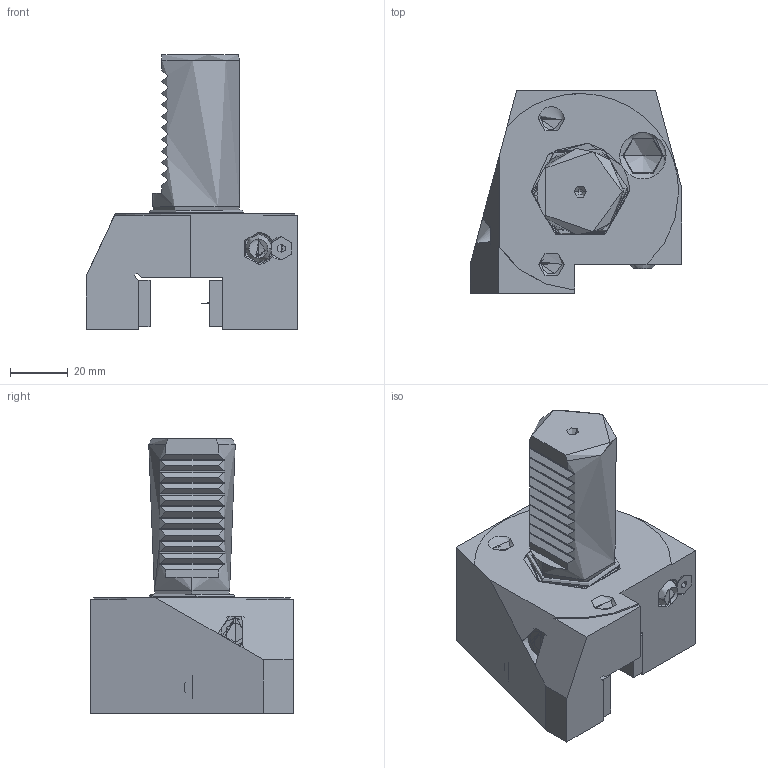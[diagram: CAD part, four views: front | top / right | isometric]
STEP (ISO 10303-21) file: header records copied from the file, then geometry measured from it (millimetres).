
FILE_DESCRIPTION (( 'STEP AP203' ), '1' );
FILE_NAME ('309.33.20.STEP', '2016-11-28T09:16:40', ( '' ), ( '' ), 'SwSTEP 2.0', 'SolidWorks 2012', '' );
FILE_SCHEMA (( 'CONFIG_CONTROL_DESIGN' ));
Products named in the file (13): 管螺文螺絲; O型環; 309.33.20; 皿頭_M4xP0.7x8L; 69x16x4; 60x16x4.5; M8尖頭螺絲; M10平頭螺絲; M4x10; 2-44100006N4出水銅嘴; 16x5.8-2; VDI30  B3; M4x25
Assembly tree (14 placements, depth 2):
  309.33.20
    VDI30  B3
    M4x25
    M4x10
    2-44100006N4出水銅嘴
    16x5.8-2
    60x16x4.5
    69x16x4
    M8尖頭螺絲  x2
    M10平頭螺絲  x2
    O型環
    皿頭_M4xP0.7x8L
    管螺文螺絲
Bounding box: 73 x 70 x 95 mm (x, y, z)
Volume: 164112.4 mm3
Topology: 24 solids, 27 shells, 787 faces, 2104 edges, 1372 vertices
Faces by surface type: cylinder 436, plane 143, cone 127, bspline 61, torus 18, sphere 2
Full cylindrical faces by diameter (mm): 3.3 x1
Entity records: 73274 total; most frequent: CARTESIAN_POINT 56796, ORIENTED_EDGE 3768, DIRECTION 2479, EDGE_CURVE 1884, VERTEX_POINT 1231, AXIS2_PLACEMENT_3D 906, EDGE_LOOP 747, FACE_OUTER_BOUND 711
